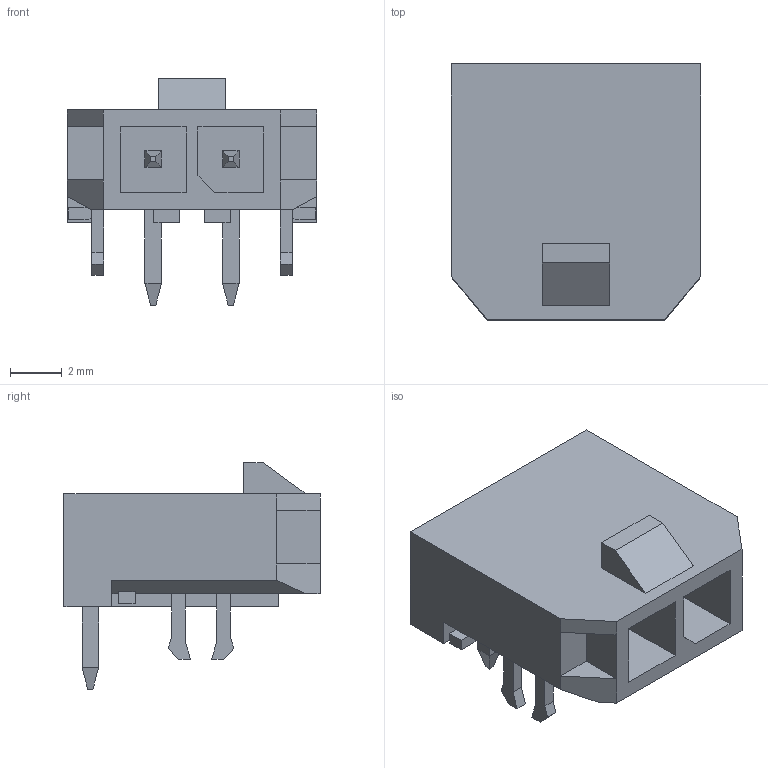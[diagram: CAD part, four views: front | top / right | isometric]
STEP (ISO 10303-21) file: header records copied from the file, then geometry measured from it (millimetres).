
FILE_DESCRIPTION(/* description */ (''),/* implementation_level */ '2;1');
FILE_NAME(/* name */ '436500204wbm000_01_214.stp',/* time_stamp */ '2022-06-14T09:44:44+05:00',/* author */ (''),/* organization */ (''),/* preprocessor_version */ 'ST-DEVELOPER v16.7',/* originating_system */ 'SIEMENS PLM Software NX 1919',/* authorisation */ '');
FILE_SCHEMA (('AUTOMOTIVE_DESIGN { 1 0 10303 214 3 1 1 1 }'));
Length unit declared in the file: millimetre
Products named in the file (1): 436500204wbm000_01
Bounding box: 9.65 x 9.9 x 8.75 mm (x, y, z)
Volume: 290 mm3; surface area: 555.4 mm2
Topology: 1 solids, 1 shells, 136 faces, 337 edges, 216 vertices
Faces by surface type: plane 132, cylinder 4
Entity records: 3945 total; most frequent: CARTESIAN_POINT 690, ORIENTED_EDGE 674, DIRECTION 619, EDGE_CURVE 337, LINE 329, VECTOR 329, VERTEX_POINT 216, EDGE_LOOP 149
